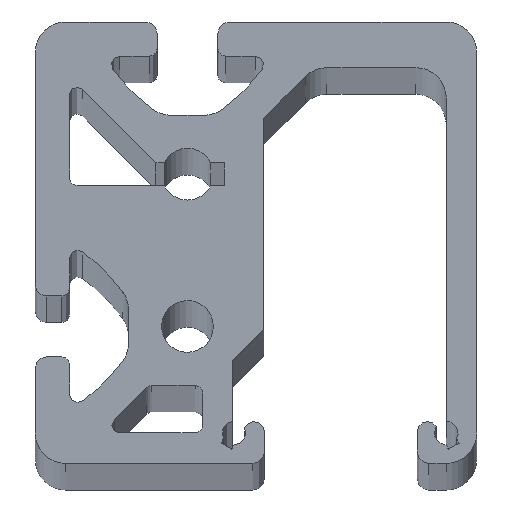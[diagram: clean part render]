
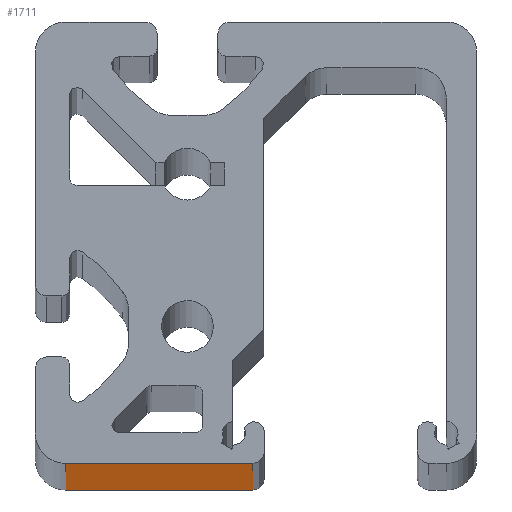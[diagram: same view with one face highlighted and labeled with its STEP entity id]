
A CAD part, top view. The second image highlights one B-rep face of the part: STEP entity #1711.
In plain terms, the highlighted planar face has unit normal (0, -1, 0).
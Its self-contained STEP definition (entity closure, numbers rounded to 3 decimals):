
#214=FACE_OUTER_BOUND('',#304,.T.);
#304=EDGE_LOOP('',(#1430,#1431,#1432,#1433));
#394=LINE('',#2656,#563);
#468=LINE('',#2869,#637);
#469=LINE('',#2872,#638);
#470=LINE('',#2873,#639);
#563=VECTOR('',#2115,10.);
#637=VECTOR('',#2341,10.);
#638=VECTOR('',#2344,10.);
#639=VECTOR('',#2345,10.);
#752=VERTEX_POINT('',#2653);
#753=VERTEX_POINT('',#2655);
#816=VERTEX_POINT('',#2867);
#817=VERTEX_POINT('',#2871);
#942=EDGE_CURVE('',#752,#753,#394,.T.);
#1049=EDGE_CURVE('',#752,#816,#468,.T.);
#1050=EDGE_CURVE('',#817,#816,#469,.T.);
#1051=EDGE_CURVE('',#753,#817,#470,.T.);
#1430=ORIENTED_EDGE('',*,*,#1049,.T.);
#1431=ORIENTED_EDGE('',*,*,#1050,.F.);
#1432=ORIENTED_EDGE('',*,*,#1051,.F.);
#1433=ORIENTED_EDGE('',*,*,#942,.F.);
#1637=PLANE('',#1891);
#1711=ADVANCED_FACE('',(#214),#1637,.T.);
#1891=AXIS2_PLACEMENT_3D('',#2870,#2342,#2343);
#2115=DIRECTION('',(-1.,0.,0.));
#2341=DIRECTION('',(0.,0.,1.));
#2342=DIRECTION('center_axis',(0.,-1.,0.));
#2343=DIRECTION('ref_axis',(1.,0.,0.));
#2344=DIRECTION('',(1.,0.,0.));
#2345=DIRECTION('',(0.,0.,1.));
#2653=CARTESIAN_POINT('',(-0.4,-29.,-1000.));
#2655=CARTESIAN_POINT('',(-25.,-29.,-1000.));
#2656=CARTESIAN_POINT('',(-25.,-29.,-1000.));
#2867=CARTESIAN_POINT('',(-0.4,-29.,1000.));
#2869=CARTESIAN_POINT('',(-0.4,-29.,0.));
#2870=CARTESIAN_POINT('Origin',(-25.,-29.,0.));
#2871=CARTESIAN_POINT('',(-25.,-29.,1000.));
#2872=CARTESIAN_POINT('',(-25.,-29.,1000.));
#2873=CARTESIAN_POINT('',(-25.,-29.,0.));
